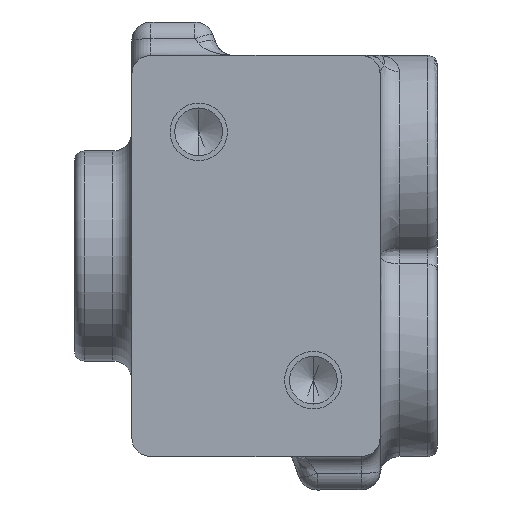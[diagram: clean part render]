
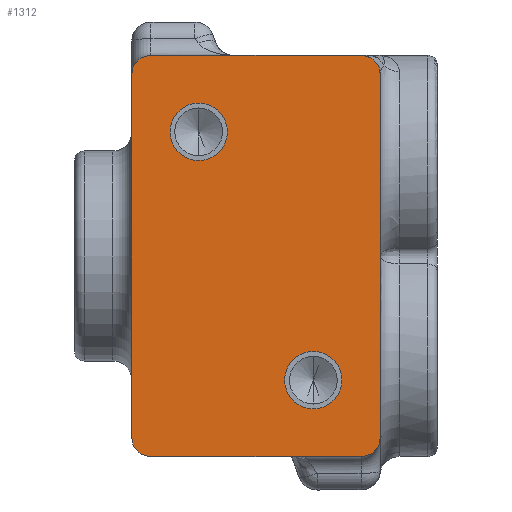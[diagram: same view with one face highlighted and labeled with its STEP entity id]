
A CAD part, front view. The second image highlights one B-rep face of the part: STEP entity #1312.
In plain terms, the highlighted planar face has unit normal (0, -1, 0).
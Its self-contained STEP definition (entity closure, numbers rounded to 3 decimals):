
#103 = EDGE_LOOP ( 'NONE', ( #8255, #3284, #7124, #4434, #3808, #7107, #9448, #4689 ) ) ;
#397 = VECTOR ( 'NONE', #7610, 1000. ) ;
#412 = LINE ( 'NONE', #12887, #7350 ) ;
#522 = AXIS2_PLACEMENT_3D ( 'NONE', #11760, #11847, #919 ) ;
#550 = CIRCLE ( 'NONE', #2609, 1. ) ;
#625 = FACE_BOUND ( 'NONE', #15067, .T. ) ;
#633 = ORIENTED_EDGE ( 'NONE', *, *, #9760, .F. ) ;
#725 = DIRECTION ( 'NONE',  ( 0., 0., -1. ) ) ;
#730 = CARTESIAN_POINT ( 'NONE',  ( 5.5, -19., -10.5 ) ) ;
#780 = CARTESIAN_POINT ( 'NONE',  ( 5.5, -19., -9.5 ) ) ;
#904 = CARTESIAN_POINT ( 'NONE',  ( -3., -19., 8. ) ) ;
#919 = DIRECTION ( 'NONE',  ( 0., 0., -1. ) ) ;
#1040 = CIRCLE ( 'NONE', #6129, 1.5 ) ;
#1147 = DIRECTION ( 'NONE',  ( 0., 0., -1. ) ) ;
#1210 = CARTESIAN_POINT ( 'NONE',  ( -3., -19., 5. ) ) ;
#1222 = CARTESIAN_POINT ( 'NONE',  ( -3., -19., 6.5 ) ) ;
#1269 = AXIS2_PLACEMENT_3D ( 'NONE', #13480, #12416, #2484 ) ;
#1312 = ADVANCED_FACE ( 'NONE', ( #625, #7684, #5772 ), #8008, .T. ) ;
#1873 = DIRECTION ( 'NONE',  ( 0., 0., -1. ) ) ;
#2071 = CARTESIAN_POINT ( 'NONE',  ( 5.5, -19., 10.5 ) ) ;
#2484 = DIRECTION ( 'NONE',  ( 0., 0., -1. ) ) ;
#2500 = ORIENTED_EDGE ( 'NONE', *, *, #15826, .F. ) ;
#2609 = AXIS2_PLACEMENT_3D ( 'NONE', #780, #5647, #4452 ) ;
#2864 = EDGE_CURVE ( 'NONE', #3461, #11016, #14813, .T. ) ;
#2939 = CARTESIAN_POINT ( 'NONE',  ( 6.5, -19., 10.5 ) ) ;
#2985 = CARTESIAN_POINT ( 'NONE',  ( 3., -19., -8. ) ) ;
#3071 = DIRECTION ( 'NONE',  ( 0., 0., -1. ) ) ;
#3252 = VERTEX_POINT ( 'NONE', #6375 ) ;
#3284 = ORIENTED_EDGE ( 'NONE', *, *, #11859, .T. ) ;
#3290 = AXIS2_PLACEMENT_3D ( 'NONE', #6061, #10906, #9722 ) ;
#3416 = DIRECTION ( 'NONE',  ( 0., -1., 0. ) ) ;
#3453 = ORIENTED_EDGE ( 'NONE', *, *, #7993, .F. ) ;
#3461 = VERTEX_POINT ( 'NONE', #10269 ) ;
#3502 = VERTEX_POINT ( 'NONE', #8373 ) ;
#3808 = ORIENTED_EDGE ( 'NONE', *, *, #6362, .T. ) ;
#3926 = AXIS2_PLACEMENT_3D ( 'NONE', #8085, #12621, #725 ) ;
#4025 = VECTOR ( 'NONE', #12968, 1000. ) ;
#4183 = VERTEX_POINT ( 'NONE', #2071 ) ;
#4434 = ORIENTED_EDGE ( 'NONE', *, *, #7170, .T. ) ;
#4452 = DIRECTION ( 'NONE',  ( 0., 0., -1. ) ) ;
#4536 = EDGE_LOOP ( 'NONE', ( #3453, #10279 ) ) ;
#4663 = LINE ( 'NONE', #15443, #4025 ) ;
#4689 = ORIENTED_EDGE ( 'NONE', *, *, #15118, .T. ) ;
#5391 = DIRECTION ( 'NONE',  ( 0., 0., 1. ) ) ;
#5474 = CARTESIAN_POINT ( 'NONE',  ( 6.5, -19., 9.5 ) ) ;
#5592 = CIRCLE ( 'NONE', #6357, 1. ) ;
#5647 = DIRECTION ( 'NONE',  ( 0., -1., 0. ) ) ;
#5661 = CIRCLE ( 'NONE', #522, 1. ) ;
#5682 = VERTEX_POINT ( 'NONE', #5474 ) ;
#5725 = EDGE_CURVE ( 'NONE', #3502, #5682, #13860, .T. ) ;
#5772 = FACE_OUTER_BOUND ( 'NONE', #103, .T. ) ;
#5779 = VECTOR ( 'NONE', #5391, 1000. ) ;
#6061 = CARTESIAN_POINT ( 'NONE',  ( 5.5, -19., 9.5 ) ) ;
#6129 = AXIS2_PLACEMENT_3D ( 'NONE', #1222, #3416, #1147 ) ;
#6357 = AXIS2_PLACEMENT_3D ( 'NONE', #12960, #14068, #3071 ) ;
#6362 = EDGE_CURVE ( 'NONE', #4183, #14309, #4663, .T. ) ;
#6375 = CARTESIAN_POINT ( 'NONE',  ( -5.5, -19., -10.5 ) ) ;
#6427 = CARTESIAN_POINT ( 'NONE',  ( -6.5, -19., 10.5 ) ) ;
#6777 = CARTESIAN_POINT ( 'NONE',  ( 3., -19., -5. ) ) ;
#6878 = CIRCLE ( 'NONE', #8411, 1.5 ) ;
#7107 = ORIENTED_EDGE ( 'NONE', *, *, #12036, .T. ) ;
#7124 = ORIENTED_EDGE ( 'NONE', *, *, #5725, .T. ) ;
#7170 = EDGE_CURVE ( 'NONE', #5682, #4183, #8622, .T. ) ;
#7350 = VECTOR ( 'NONE', #15198, 1000. ) ;
#7610 = DIRECTION ( 'NONE',  ( 0., 0., -1. ) ) ;
#7684 = FACE_BOUND ( 'NONE', #4536, .T. ) ;
#7833 = CARTESIAN_POINT ( 'NONE',  ( -3., -19., 6.5 ) ) ;
#7933 = CARTESIAN_POINT ( 'NONE',  ( 3., -19., -6.5 ) ) ;
#7993 = EDGE_CURVE ( 'NONE', #8251, #12820, #15543, .T. ) ;
#8008 = PLANE ( 'NONE',  #3926 ) ;
#8017 = EDGE_CURVE ( 'NONE', #3252, #8960, #412, .T. ) ;
#8085 = CARTESIAN_POINT ( 'NONE',  ( -6.5, -19., -10.5 ) ) ;
#8251 = VERTEX_POINT ( 'NONE', #1210 ) ;
#8255 = ORIENTED_EDGE ( 'NONE', *, *, #8017, .T. ) ;
#8373 = CARTESIAN_POINT ( 'NONE',  ( 6.5, -19., -9.5 ) ) ;
#8411 = AXIS2_PLACEMENT_3D ( 'NONE', #7933, #9135, #15216 ) ;
#8622 = CIRCLE ( 'NONE', #3290, 1. ) ;
#8960 = VERTEX_POINT ( 'NONE', #730 ) ;
#9135 = DIRECTION ( 'NONE',  ( 0., -1., 0. ) ) ;
#9448 = ORIENTED_EDGE ( 'NONE', *, *, #2864, .T. ) ;
#9512 = CARTESIAN_POINT ( 'NONE',  ( -6.5, -19., -9.5 ) ) ;
#9722 = DIRECTION ( 'NONE',  ( 0., 0., -1. ) ) ;
#9760 = EDGE_CURVE ( 'NONE', #10040, #15483, #6878, .T. ) ;
#9925 = EDGE_CURVE ( 'NONE', #12820, #8251, #1040, .T. ) ;
#10040 = VERTEX_POINT ( 'NONE', #2985 ) ;
#10269 = CARTESIAN_POINT ( 'NONE',  ( -6.5, -19., 9.5 ) ) ;
#10279 = ORIENTED_EDGE ( 'NONE', *, *, #9925, .F. ) ;
#10906 = DIRECTION ( 'NONE',  ( 0., -1., 0. ) ) ;
#11016 = VERTEX_POINT ( 'NONE', #9512 ) ;
#11147 = CARTESIAN_POINT ( 'NONE',  ( -5.5, -19., 10.5 ) ) ;
#11760 = CARTESIAN_POINT ( 'NONE',  ( -5.5, -19., 9.5 ) ) ;
#11847 = DIRECTION ( 'NONE',  ( 0., -1., 0. ) ) ;
#11859 = EDGE_CURVE ( 'NONE', #8960, #3502, #550, .T. ) ;
#12036 = EDGE_CURVE ( 'NONE', #14309, #3461, #5661, .T. ) ;
#12416 = DIRECTION ( 'NONE',  ( 0., -1., 0. ) ) ;
#12468 = CIRCLE ( 'NONE', #1269, 1.5 ) ;
#12621 = DIRECTION ( 'NONE',  ( 0., -1., 0. ) ) ;
#12807 = DIRECTION ( 'NONE',  ( 0., -1., 0. ) ) ;
#12820 = VERTEX_POINT ( 'NONE', #904 ) ;
#12887 = CARTESIAN_POINT ( 'NONE',  ( 6.5, -19., -10.5 ) ) ;
#12960 = CARTESIAN_POINT ( 'NONE',  ( -5.5, -19., -9.5 ) ) ;
#12968 = DIRECTION ( 'NONE',  ( -1., 0., 0. ) ) ;
#13480 = CARTESIAN_POINT ( 'NONE',  ( 3., -19., -6.5 ) ) ;
#13860 = LINE ( 'NONE', #2939, #5779 ) ;
#14068 = DIRECTION ( 'NONE',  ( 0., -1., 0. ) ) ;
#14309 = VERTEX_POINT ( 'NONE', #11147 ) ;
#14813 = LINE ( 'NONE', #6427, #397 ) ;
#15067 = EDGE_LOOP ( 'NONE', ( #633, #2500 ) ) ;
#15118 = EDGE_CURVE ( 'NONE', #11016, #3252, #5592, .T. ) ;
#15198 = DIRECTION ( 'NONE',  ( 1., 0., 0. ) ) ;
#15216 = DIRECTION ( 'NONE',  ( 0., 0., -1. ) ) ;
#15269 = AXIS2_PLACEMENT_3D ( 'NONE', #7833, #12807, #1873 ) ;
#15443 = CARTESIAN_POINT ( 'NONE',  ( 6.5, -19., 10.5 ) ) ;
#15483 = VERTEX_POINT ( 'NONE', #6777 ) ;
#15543 = CIRCLE ( 'NONE', #15269, 1.5 ) ;
#15826 = EDGE_CURVE ( 'NONE', #15483, #10040, #12468, .T. ) ;
